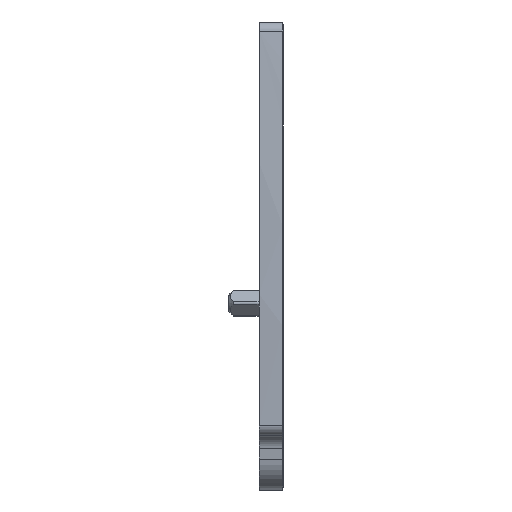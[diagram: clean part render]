
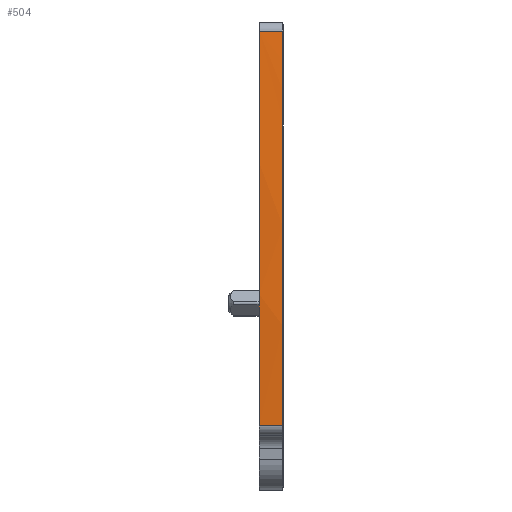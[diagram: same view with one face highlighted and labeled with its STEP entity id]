
A CAD part, front view. The second image highlights one B-rep face of the part: STEP entity #504.
In plain terms, the highlighted cylindrical face has radius 240 mm (diameter 480 mm), a partial arc.
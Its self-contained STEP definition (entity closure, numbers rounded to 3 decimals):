
#150=AXIS2_PLACEMENT_3D('Circle Axis2P3D',#148,#149,$) ;
#452=AXIS2_PLACEMENT_3D('Cylinder Axis2P3D',#449,#450,#451) ;
#456=AXIS2_PLACEMENT_3D('Circle Axis2P3D',#454,#455,$) ;
#470=AXIS2_PLACEMENT_3D('Circle Axis2P3D',#468,#469,$) ;
#484=AXIS2_PLACEMENT_3D('Circle Axis2P3D',#482,#483,$) ;
#145=CARTESIAN_POINT('Vertex',(5.35,1.385,45.192)) ;
#148=CARTESIAN_POINT('Axis2P3D Location',(5.35,240.,19.45)) ;
#152=CARTESIAN_POINT('Vertex',(5.35,0.604,36.465)) ;
#433=CARTESIAN_POINT('Vertex',(3.,1.385,45.192)) ;
#436=CARTESIAN_POINT('Line Origine',(4.2,1.385,45.192)) ;
#449=CARTESIAN_POINT('Axis2P3D Location',(4.2,240.,19.45)) ;
#454=CARTESIAN_POINT('Axis2P3D Location',(3.,240.,19.45)) ;
#458=CARTESIAN_POINT('Vertex',(3.,0.358,6.345)) ;
#461=CARTESIAN_POINT('Line Origine',(4.2,0.358,6.345)) ;
#465=CARTESIAN_POINT('Vertex',(5.35,0.358,6.345)) ;
#468=CARTESIAN_POINT('Axis2P3D Location',(5.35,240.,19.45)) ;
#472=CARTESIAN_POINT('Vertex',(5.35,0.555,35.765)) ;
#475=CARTESIAN_POINT('Line Origine',(4.2,0.555,35.765)) ;
#479=CARTESIAN_POINT('Vertex',(5.3,0.555,35.765)) ;
#482=CARTESIAN_POINT('Axis2P3D Location',(5.3,240.,19.45)) ;
#486=CARTESIAN_POINT('Vertex',(5.3,0.604,36.465)) ;
#489=CARTESIAN_POINT('Line Origine',(4.2,0.604,36.465)) ;
#149=DIRECTION('Axis2P3D Direction',(1.,0.,0.)) ;
#437=DIRECTION('Vector Direction',(1.,0.,0.)) ;
#450=DIRECTION('Axis2P3D Direction',(1.,0.,0.)) ;
#451=DIRECTION('Axis2P3D XDirection',(0.,-0.994,0.107)) ;
#455=DIRECTION('Axis2P3D Direction',(1.,0.,0.)) ;
#462=DIRECTION('Vector Direction',(1.,0.,0.)) ;
#469=DIRECTION('Axis2P3D Direction',(1.,0.,0.)) ;
#476=DIRECTION('Vector Direction',(1.,0.,0.)) ;
#483=DIRECTION('Axis2P3D Direction',(1.,0.,0.)) ;
#490=DIRECTION('Vector Direction',(1.,0.,0.)) ;
#438=VECTOR('Line Direction',#437,1.) ;
#463=VECTOR('Line Direction',#462,1.) ;
#477=VECTOR('Line Direction',#476,1.) ;
#491=VECTOR('Line Direction',#490,1.) ;
#495=ORIENTED_EDGE('',*,*,#440,.F.) ;
#496=ORIENTED_EDGE('',*,*,#460,.T.) ;
#497=ORIENTED_EDGE('',*,*,#467,.T.) ;
#498=ORIENTED_EDGE('',*,*,#474,.F.) ;
#499=ORIENTED_EDGE('',*,*,#481,.F.) ;
#500=ORIENTED_EDGE('',*,*,#488,.F.) ;
#501=ORIENTED_EDGE('',*,*,#493,.T.) ;
#502=ORIENTED_EDGE('',*,*,#154,.F.) ;
#504=ADVANCED_FACE('AEP_AP12',(#503),#453,.T.) ;
#151=CIRCLE('generated circle',#150,240.) ;
#457=CIRCLE('generated circle',#456,240.) ;
#471=CIRCLE('generated circle',#470,240.) ;
#485=CIRCLE('generated circle',#484,240.) ;
#453=CYLINDRICAL_SURFACE('generated cylinder',#452,240.) ;
#154=EDGE_CURVE('',#146,#153,#151,.T.) ;
#440=EDGE_CURVE('',#434,#146,#439,.T.) ;
#460=EDGE_CURVE('',#434,#459,#457,.T.) ;
#467=EDGE_CURVE('',#459,#466,#464,.T.) ;
#474=EDGE_CURVE('',#473,#466,#471,.T.) ;
#481=EDGE_CURVE('',#480,#473,#478,.T.) ;
#488=EDGE_CURVE('',#487,#480,#485,.T.) ;
#493=EDGE_CURVE('',#487,#153,#492,.T.) ;
#494=EDGE_LOOP('',(#495,#496,#497,#498,#499,#500,#501,#502)) ;
#503=FACE_OUTER_BOUND('',#494,.T.) ;
#439=LINE('Line',#436,#438) ;
#464=LINE('Line',#461,#463) ;
#478=LINE('Line',#475,#477) ;
#492=LINE('Line',#489,#491) ;
#146=VERTEX_POINT('',#145) ;
#153=VERTEX_POINT('',#152) ;
#434=VERTEX_POINT('',#433) ;
#459=VERTEX_POINT('',#458) ;
#466=VERTEX_POINT('',#465) ;
#473=VERTEX_POINT('',#472) ;
#480=VERTEX_POINT('',#479) ;
#487=VERTEX_POINT('',#486) ;
